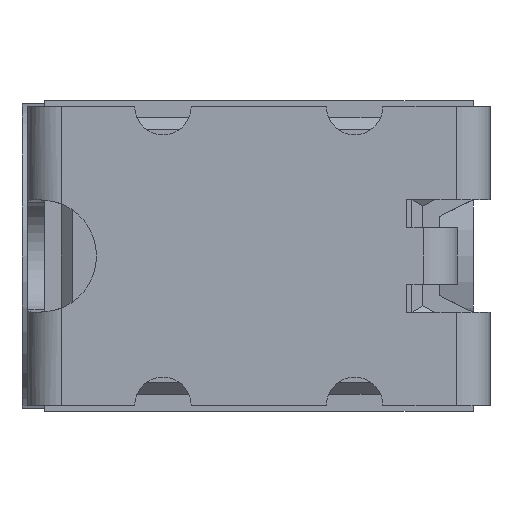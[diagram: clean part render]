
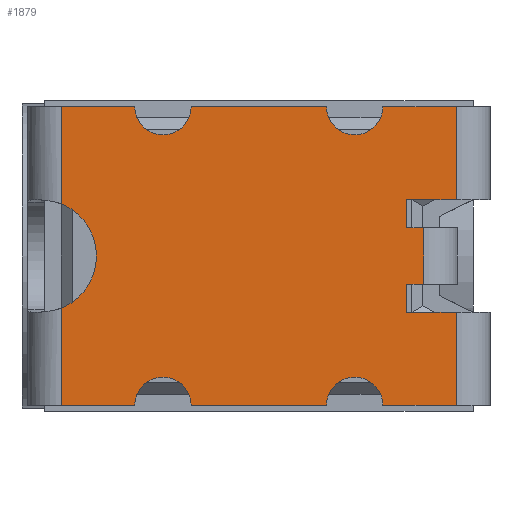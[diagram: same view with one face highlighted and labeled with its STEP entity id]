
A CAD part, left-side view. The second image highlights one B-rep face of the part: STEP entity #1879.
In plain terms, the highlighted face is planar.
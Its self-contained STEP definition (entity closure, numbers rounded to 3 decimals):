
#143=LINE('',#2951,#351);
#146=LINE('',#2963,#354);
#150=LINE('',#2974,#358);
#165=LINE('',#3010,#373);
#168=LINE('',#3015,#376);
#170=LINE('',#3019,#378);
#171=LINE('',#3020,#379);
#172=LINE('',#3022,#380);
#173=LINE('',#3024,#381);
#174=LINE('',#3028,#382);
#175=LINE('',#3032,#383);
#176=LINE('',#3034,#384);
#177=LINE('',#3038,#385);
#178=LINE('',#3040,#386);
#179=LINE('',#3044,#387);
#180=LINE('',#3048,#388);
#181=LINE('',#3049,#389);
#351=VECTOR('',#2400,10.);
#354=VECTOR('',#2411,10.);
#358=VECTOR('',#2419,10.);
#373=VECTOR('',#2458,10.);
#376=VECTOR('',#2463,10.);
#378=VECTOR('',#2467,10.);
#379=VECTOR('',#2468,10.);
#380=VECTOR('',#2469,10.);
#381=VECTOR('',#2470,10.);
#382=VECTOR('',#2473,10.);
#383=VECTOR('',#2476,10.);
#384=VECTOR('',#2477,10.);
#385=VECTOR('',#2480,10.);
#386=VECTOR('',#2481,10.);
#387=VECTOR('',#2484,10.);
#388=VECTOR('',#2487,10.);
#389=VECTOR('',#2488,10.);
#569=FACE_OUTER_BOUND('',#688,.T.);
#688=EDGE_LOOP('',(#1493,#1494,#1495,#1496,#1497,#1498,#1499,#1500,#1501,
#1502,#1503,#1504,#1505,#1506,#1507,#1508,#1509,#1510,#1511,#1512,#1513,
#1514));
#758=CIRCLE('',#2078,0.25);
#759=CIRCLE('',#2079,0.25);
#760=CIRCLE('',#2080,0.5);
#761=CIRCLE('',#2081,0.25);
#762=CIRCLE('',#2082,0.25);
#861=VERTEX_POINT('',#2943);
#863=VERTEX_POINT('',#2949);
#866=VERTEX_POINT('',#2956);
#868=VERTEX_POINT('',#2962);
#872=VERTEX_POINT('',#2971);
#873=VERTEX_POINT('',#2973);
#882=VERTEX_POINT('',#3009);
#884=VERTEX_POINT('',#3018);
#885=VERTEX_POINT('',#3021);
#886=VERTEX_POINT('',#3023);
#887=VERTEX_POINT('',#3025);
#888=VERTEX_POINT('',#3027);
#889=VERTEX_POINT('',#3029);
#890=VERTEX_POINT('',#3031);
#891=VERTEX_POINT('',#3033);
#892=VERTEX_POINT('',#3035);
#893=VERTEX_POINT('',#3037);
#894=VERTEX_POINT('',#3039);
#895=VERTEX_POINT('',#3041);
#896=VERTEX_POINT('',#3043);
#897=VERTEX_POINT('',#3045);
#898=VERTEX_POINT('',#3047);
#1064=EDGE_CURVE('',#861,#863,#143,.T.);
#1069=EDGE_CURVE('',#868,#866,#146,.T.);
#1074=EDGE_CURVE('',#873,#872,#150,.T.);
#1092=EDGE_CURVE('',#882,#873,#165,.T.);
#1095=EDGE_CURVE('',#863,#882,#168,.T.);
#1097=EDGE_CURVE('',#872,#884,#170,.T.);
#1098=EDGE_CURVE('',#884,#868,#171,.T.);
#1099=EDGE_CURVE('',#866,#885,#172,.T.);
#1100=EDGE_CURVE('',#886,#885,#173,.T.);
#1101=EDGE_CURVE('',#887,#886,#758,.T.);
#1102=EDGE_CURVE('',#888,#887,#174,.T.);
#1103=EDGE_CURVE('',#889,#888,#759,.T.);
#1104=EDGE_CURVE('',#890,#889,#175,.T.);
#1105=EDGE_CURVE('',#890,#891,#176,.T.);
#1106=EDGE_CURVE('',#891,#892,#760,.T.);
#1107=EDGE_CURVE('',#892,#893,#177,.T.);
#1108=EDGE_CURVE('',#894,#893,#178,.T.);
#1109=EDGE_CURVE('',#895,#894,#761,.T.);
#1110=EDGE_CURVE('',#896,#895,#179,.T.);
#1111=EDGE_CURVE('',#897,#896,#762,.T.);
#1112=EDGE_CURVE('',#898,#897,#180,.T.);
#1113=EDGE_CURVE('',#898,#861,#181,.T.);
#1493=ORIENTED_EDGE('',*,*,#1064,.T.);
#1494=ORIENTED_EDGE('',*,*,#1095,.T.);
#1495=ORIENTED_EDGE('',*,*,#1092,.T.);
#1496=ORIENTED_EDGE('',*,*,#1074,.T.);
#1497=ORIENTED_EDGE('',*,*,#1097,.T.);
#1498=ORIENTED_EDGE('',*,*,#1098,.T.);
#1499=ORIENTED_EDGE('',*,*,#1069,.T.);
#1500=ORIENTED_EDGE('',*,*,#1099,.T.);
#1501=ORIENTED_EDGE('',*,*,#1100,.F.);
#1502=ORIENTED_EDGE('',*,*,#1101,.F.);
#1503=ORIENTED_EDGE('',*,*,#1102,.F.);
#1504=ORIENTED_EDGE('',*,*,#1103,.F.);
#1505=ORIENTED_EDGE('',*,*,#1104,.F.);
#1506=ORIENTED_EDGE('',*,*,#1105,.T.);
#1507=ORIENTED_EDGE('',*,*,#1106,.T.);
#1508=ORIENTED_EDGE('',*,*,#1107,.T.);
#1509=ORIENTED_EDGE('',*,*,#1108,.F.);
#1510=ORIENTED_EDGE('',*,*,#1109,.F.);
#1511=ORIENTED_EDGE('',*,*,#1110,.F.);
#1512=ORIENTED_EDGE('',*,*,#1111,.F.);
#1513=ORIENTED_EDGE('',*,*,#1112,.F.);
#1514=ORIENTED_EDGE('',*,*,#1113,.T.);
#1784=PLANE('',#2077);
#1879=ADVANCED_FACE('',(#569),#1784,.F.);
#2077=AXIS2_PLACEMENT_3D('',#3017,#2465,#2466);
#2078=AXIS2_PLACEMENT_3D('',#3026,#2471,#2472);
#2079=AXIS2_PLACEMENT_3D('',#3030,#2474,#2475);
#2080=AXIS2_PLACEMENT_3D('',#3036,#2478,#2479);
#2081=AXIS2_PLACEMENT_3D('',#3042,#2482,#2483);
#2082=AXIS2_PLACEMENT_3D('',#3046,#2485,#2486);
#2400=DIRECTION('',(-1.,0.,0.));
#2411=DIRECTION('',(1.,0.,0.));
#2419=DIRECTION('',(0.,0.,1.));
#2458=DIRECTION('',(1.,0.,0.));
#2463=DIRECTION('',(0.,0.,1.));
#2465=DIRECTION('center_axis',(0.,1.,0.));
#2466=DIRECTION('ref_axis',(-1.,0.,0.));
#2467=DIRECTION('',(-1.,0.,0.));
#2468=DIRECTION('',(0.,0.,1.));
#2469=DIRECTION('',(0.,0.,1.));
#2470=DIRECTION('',(1.,0.,0.));
#2471=DIRECTION('center_axis',(0.,-1.,0.));
#2472=DIRECTION('ref_axis',(-1.,0.,0.));
#2473=DIRECTION('',(1.,0.,0.));
#2474=DIRECTION('center_axis',(0.,-1.,0.));
#2475=DIRECTION('ref_axis',(-1.,0.,0.));
#2476=DIRECTION('',(1.,0.,0.));
#2477=DIRECTION('',(0.,0.,-1.));
#2478=DIRECTION('center_axis',(0.,1.,0.));
#2479=DIRECTION('ref_axis',(-1.,0.,0.));
#2480=DIRECTION('',(0.,0.,-1.));
#2481=DIRECTION('',(-1.,0.,0.));
#2482=DIRECTION('center_axis',(0.,-1.,0.));
#2483=DIRECTION('ref_axis',(1.,0.,0.));
#2484=DIRECTION('',(-1.,0.,0.));
#2485=DIRECTION('center_axis',(0.,-1.,0.));
#2486=DIRECTION('ref_axis',(1.,0.,0.));
#2487=DIRECTION('',(-1.,0.,0.));
#2488=DIRECTION('',(0.,0.,1.));
#2943=CARTESIAN_POINT('',(1.75,0.,-0.5));
#2949=CARTESIAN_POINT('',(1.311,0.,-0.5));
#2951=CARTESIAN_POINT('',(0.73,0.,-0.5));
#2956=CARTESIAN_POINT('',(1.75,0.,0.5));
#2962=CARTESIAN_POINT('',(1.311,0.,0.5));
#2963=CARTESIAN_POINT('',(0.655,0.,0.5));
#2971=CARTESIAN_POINT('',(1.461,0.,0.25));
#2973=CARTESIAN_POINT('',(1.461,0.,-0.25));
#2974=CARTESIAN_POINT('',(1.461,0.,0.25));
#3009=CARTESIAN_POINT('',(1.311,0.,-0.25));
#3010=CARTESIAN_POINT('',(0.655,0.,-0.25));
#3015=CARTESIAN_POINT('',(1.311,0.,-0.25));
#3017=CARTESIAN_POINT('Origin',(0.,0.,
0.));
#3018=CARTESIAN_POINT('',(1.311,0.,0.25));
#3019=CARTESIAN_POINT('',(0.73,0.,0.25));
#3020=CARTESIAN_POINT('',(1.311,0.,0.125));
#3021=CARTESIAN_POINT('',(1.75,0.,1.325));
#3022=CARTESIAN_POINT('',(1.75,0.,-0.663));
#3023=CARTESIAN_POINT('',(1.1,0.,1.325));
#3024=CARTESIAN_POINT('',(-2.05,0.,1.325));
#3025=CARTESIAN_POINT('',(0.6,0.,1.325));
#3026=CARTESIAN_POINT('Origin',(0.85,0.,1.325));
#3027=CARTESIAN_POINT('',(-0.6,0.,1.325));
#3028=CARTESIAN_POINT('',(-2.05,0.,1.325));
#3029=CARTESIAN_POINT('',(-1.1,0.,1.325));
#3030=CARTESIAN_POINT('Origin',(-0.85,0.,1.325));
#3031=CARTESIAN_POINT('',(-1.75,0.,1.325));
#3032=CARTESIAN_POINT('',(-2.05,0.,1.325));
#3033=CARTESIAN_POINT('',(-1.75,0.,0.463));
#3034=CARTESIAN_POINT('',(-1.75,0.,0.663));
#3035=CARTESIAN_POINT('',(-1.75,0.,-0.463));
#3036=CARTESIAN_POINT('Origin',(-1.939,0.,
0.));
#3037=CARTESIAN_POINT('',(-1.75,0.,-1.325));
#3038=CARTESIAN_POINT('',(-1.75,0.,0.663));
#3039=CARTESIAN_POINT('',(-1.1,0.,-1.325));
#3040=CARTESIAN_POINT('',(2.05,0.,-1.325));
#3041=CARTESIAN_POINT('',(-0.6,0.,-1.325));
#3042=CARTESIAN_POINT('Origin',(-0.85,0.,-1.325));
#3043=CARTESIAN_POINT('',(0.6,0.,-1.325));
#3044=CARTESIAN_POINT('',(2.05,0.,-1.325));
#3045=CARTESIAN_POINT('',(1.1,0.,-1.325));
#3046=CARTESIAN_POINT('Origin',(0.85,0.,-1.325));
#3047=CARTESIAN_POINT('',(1.75,0.,-1.325));
#3048=CARTESIAN_POINT('',(2.05,0.,-1.325));
#3049=CARTESIAN_POINT('',(1.75,0.,-0.663));
